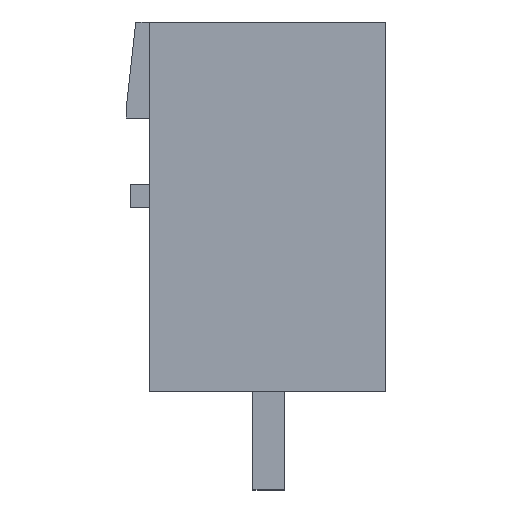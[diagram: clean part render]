
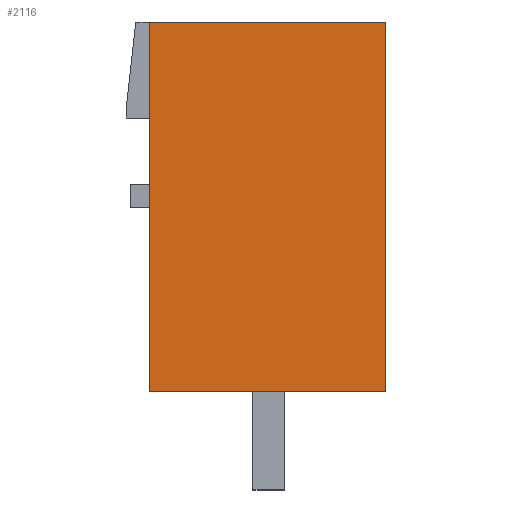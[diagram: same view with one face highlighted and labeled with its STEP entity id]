
A CAD part, left-side view. The second image highlights one B-rep face of the part: STEP entity #2116.
In plain terms, the highlighted planar face has unit normal (-1, 0, 0).
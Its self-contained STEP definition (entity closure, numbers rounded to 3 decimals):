
#2096=AXIS2_PLACEMENT_3D('Plane Axis2P3D',#2093,#2094,#2095) ;
#913=CARTESIAN_POINT('Vertex',(0.,0.,3.2)) ;
#916=CARTESIAN_POINT('Line Origine',(0.,3.84,3.2)) ;
#920=CARTESIAN_POINT('Vertex',(0.,7.68,3.2)) ;
#1357=CARTESIAN_POINT('Vertex',(0.,0.,15.2)) ;
#1360=CARTESIAN_POINT('Line Origine',(0.,0.,9.2)) ;
#2093=CARTESIAN_POINT('Axis2P3D Location',(0.,-1.5,3.2)) ;
#2098=CARTESIAN_POINT('Line Origine',(0.,7.68,9.2)) ;
#2102=CARTESIAN_POINT('Vertex',(0.,7.68,15.2)) ;
#2105=CARTESIAN_POINT('Line Origine',(0.,3.84,15.2)) ;
#917=DIRECTION('Vector Direction',(0.,-1.,0.)) ;
#1361=DIRECTION('Vector Direction',(0.,0.,-1.)) ;
#2094=DIRECTION('Axis2P3D Direction',(-1.,0.,0.)) ;
#2095=DIRECTION('Axis2P3D XDirection',(0.,0.,1.)) ;
#2099=DIRECTION('Vector Direction',(0.,0.,-1.)) ;
#2106=DIRECTION('Vector Direction',(0.,-1.,0.)) ;
#918=VECTOR('Line Direction',#917,1.) ;
#1362=VECTOR('Line Direction',#1361,1.) ;
#2100=VECTOR('Line Direction',#2099,1.) ;
#2107=VECTOR('Line Direction',#2106,1.) ;
#2111=ORIENTED_EDGE('',*,*,#2104,.T.) ;
#2112=ORIENTED_EDGE('',*,*,#922,.T.) ;
#2113=ORIENTED_EDGE('',*,*,#1364,.T.) ;
#2114=ORIENTED_EDGE('',*,*,#2109,.T.) ;
#2116=ADVANCED_FACE('HOUSING',(#2115),#2097,.T.) ;
#922=EDGE_CURVE('',#921,#914,#919,.T.) ;
#1364=EDGE_CURVE('',#914,#1358,#1363,.F.) ;
#2104=EDGE_CURVE('',#2103,#921,#2101,.T.) ;
#2109=EDGE_CURVE('',#1358,#2103,#2108,.F.) ;
#2110=EDGE_LOOP('',(#2111,#2112,#2113,#2114)) ;
#2115=FACE_OUTER_BOUND('',#2110,.T.) ;
#919=LINE('Line',#916,#918) ;
#1363=LINE('Line',#1360,#1362) ;
#2101=LINE('Line',#2098,#2100) ;
#2108=LINE('Line',#2105,#2107) ;
#2097=PLANE('',#2096) ;
#914=VERTEX_POINT('',#913) ;
#921=VERTEX_POINT('',#920) ;
#1358=VERTEX_POINT('',#1357) ;
#2103=VERTEX_POINT('',#2102) ;
